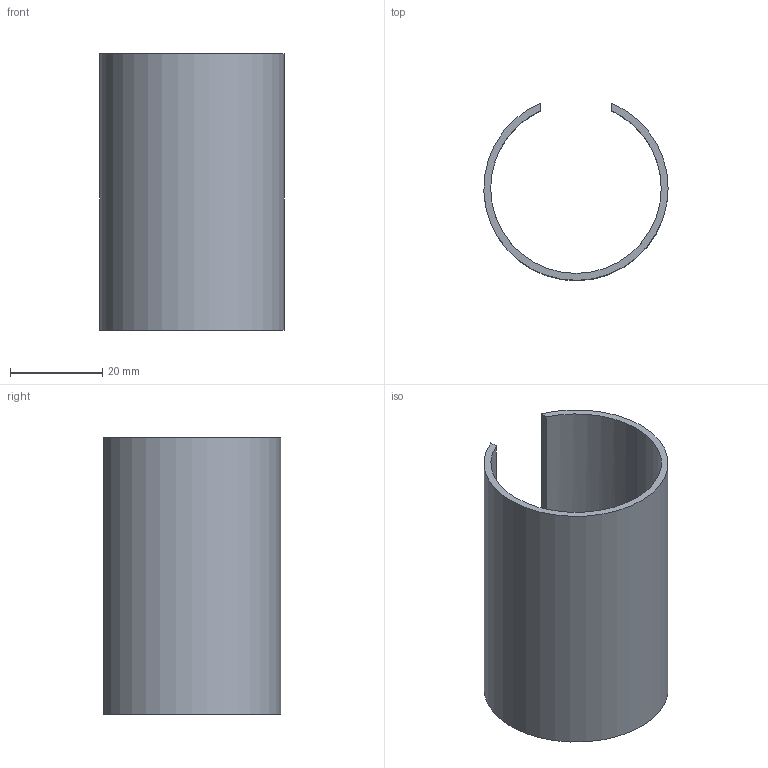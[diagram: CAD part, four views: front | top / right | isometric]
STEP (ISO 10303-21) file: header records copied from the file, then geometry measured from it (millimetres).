
FILE_DESCRIPTION(/* description */ (''),/* implementation_level */ '2;1');
FILE_NAME(/* name */ 'structure_v1_shell',/* time_stamp */ '2025-06-22T00:36:30+02:00',/* author */ (''),/* organization */ (''),/* preprocessor_version */ 'ST-DEVELOPER v19.2',/* originating_system */ 'Rhino 8.12',/* authorisation */ '');
FILE_SCHEMA (('CONFIG_CONTROL_DESIGN'));
Length unit declared in the file: millimetre
Products named in the file (1): Document
Bounding box: 39.99 x 38.45 x 60.01 mm (x, y, z)
Volume: 9457.4 mm3; surface area: 13124 mm2
Topology: 1 solids, 1 shells, 9 faces, 21 edges, 14 vertices
Faces by surface type: cylinder 5, plane 4
Entity records: 341 total; most frequent: CARTESIAN_POINT 78, ORIENTED_EDGE 42, DIRECTION 26, EDGE_CURVE 21, AXIS2_PLACEMENT_3D 17, VERTEX_POINT 14, ADVANCED_FACE 9, FACE_OUTER_BOUND 9
